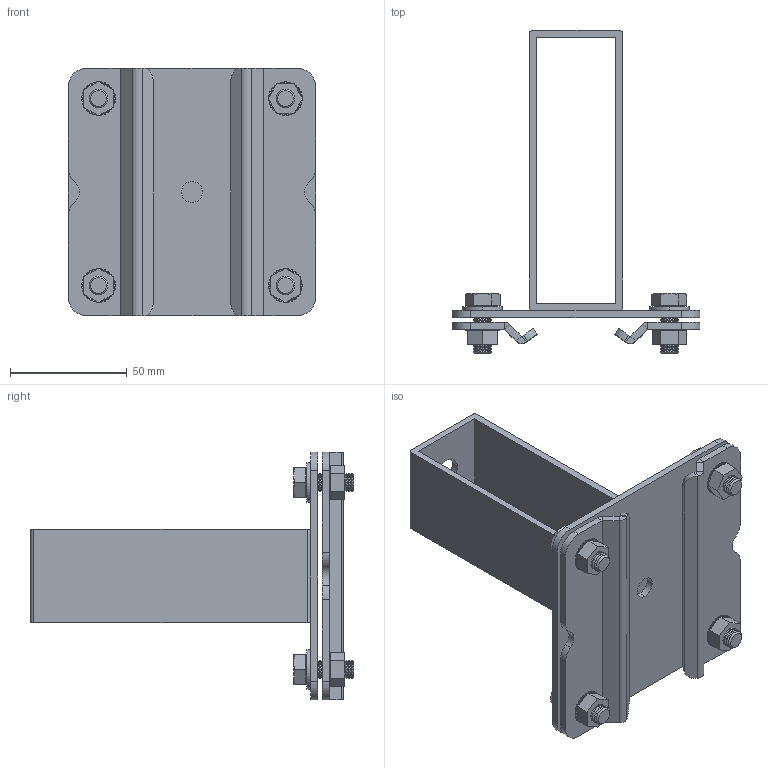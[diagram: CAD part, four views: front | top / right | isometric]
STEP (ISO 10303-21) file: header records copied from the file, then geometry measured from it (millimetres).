
FILE_DESCRIPTION (( 'STEP AP203' ), '1' );
FILE_NAME ('T85175.STEP', '2018-09-24T11:42:36', ( '' ), ( '' ), 'SwSTEP 2.0', 'SolidWorks 2016', '' );
FILE_SCHEMA (( 'CONFIG_CONTROL_DESIGN' ));
Length unit declared in the file: millimetre
Products named in the file (8): TH1545; A Washer_Bright washer BS 4320 - M8 (Form A); T85175; TH2634; TH2643; Hex Screw GradeC_Doughty Fastners_ISO 4018 - M8 x 20-WS; F936; TH2632
Assembly tree (17 placements, depth 3):
  T85175
    TH2643
      TH2634
      TH1545
    TH2632  x2
    F936  x4
    A Washer_Bright washer BS 4320 - M8 (Form A)  x4
    Hex Screw GradeC_Doughty Fastners_ISO 4018 - M8 x 20-WS  x4
Bounding box: 106 x 138.4 x 106 mm (x, y, z)
Volume: 102881.7 mm3; surface area: 76902.5 mm2
Topology: 16 solids, 16 shells, 1217 faces, 3165 edges, 2006 vertices
Faces by surface type: cylinder 478, plane 380, cone 272, bspline 87
Entity records: 22398 total; most frequent: CARTESIAN_POINT 8855, ORIENTED_EDGE 2684, DIRECTION 2456, EDGE_CURVE 1342, VERTEX_POINT 866, AXIS2_PLACEMENT_3D 855, LINE 746, VECTOR 746
